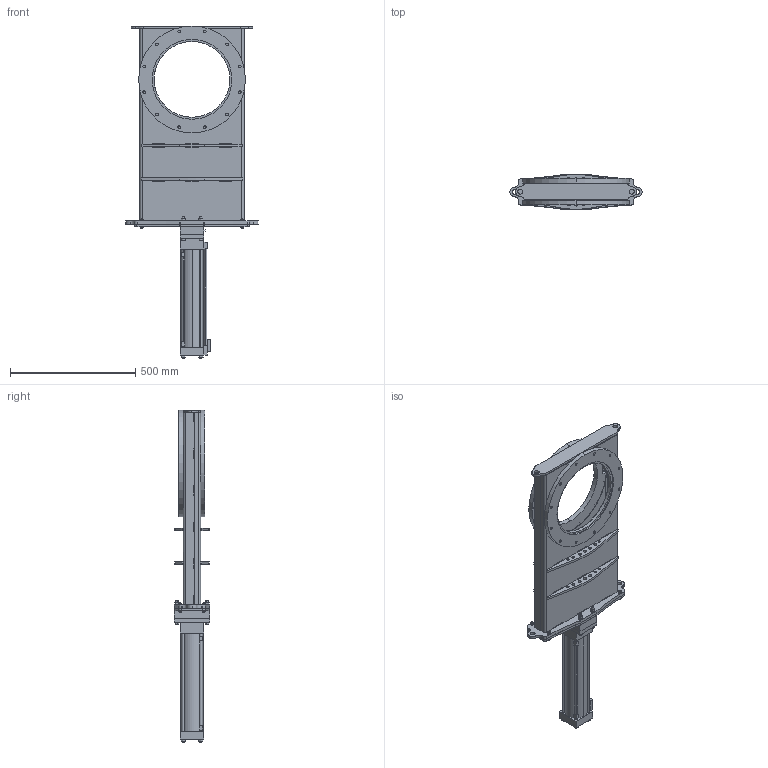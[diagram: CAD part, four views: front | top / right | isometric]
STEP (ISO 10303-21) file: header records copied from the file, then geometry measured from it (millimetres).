
FILE_DESCRIPTION (( 'STEP AP203' ), '1' );
FILE_NAME ('116215-04.STEP', '2014-09-22T19:22:12', ( '' ), ( '' ), 'SwSTEP 2.0', 'SolidWorks 2014', '' );
FILE_SCHEMA (( 'CONFIG_CONTROL_DESIGN' ));
Length unit declared in the file: inch
Products named in the file (1): 116215-04
Bounding box: 526.98 x 139.7 x 1323.43 mm (x, y, z)
Surface area: 2057134.8 mm2 (no closed solid volume)
Topology: 0 solids, 85 shells, 683 faces, 2266 edges, 1640 vertices
Faces by surface type: plane 340, cylinder 260, cone 83
Entity records: 26132 total; most frequent: CARTESIAN_POINT 6144, DIRECTION 4207, ORIENTED_EDGE 3546, EDGE_CURVE 2258, VERTEX_POINT 1640, AXIS2_PLACEMENT_3D 1473, VECTOR 1261, LINE 1261
